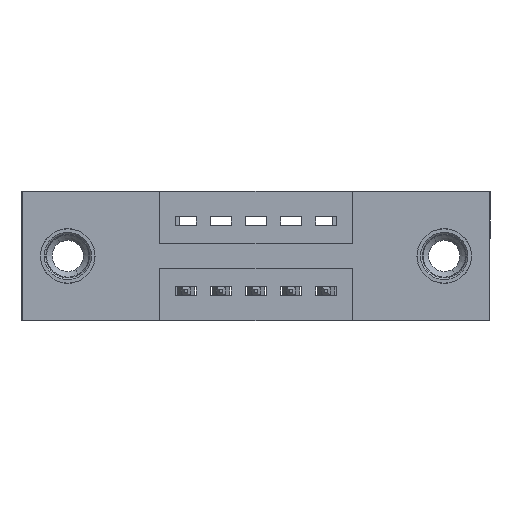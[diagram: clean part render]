
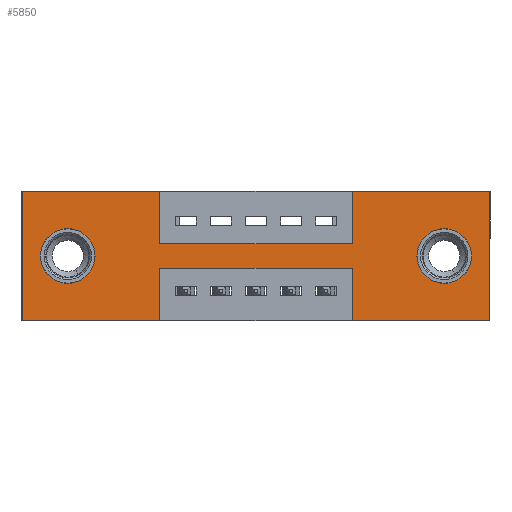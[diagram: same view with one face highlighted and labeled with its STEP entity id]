
A CAD part, front view. The second image highlights one B-rep face of the part: STEP entity #5850.
In plain terms, the highlighted planar face has unit normal (0, -1, 0).
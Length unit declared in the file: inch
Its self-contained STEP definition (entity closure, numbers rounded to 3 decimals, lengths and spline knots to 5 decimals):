
#9 = VERTEX_POINT ( 'NONE', #5258 ) ;
#63 = FACE_BOUND ( 'NONE', #3481, .T. ) ;
#164 = VECTOR ( 'NONE', #551, 39.37008 ) ;
#190 = DIRECTION ( 'NONE',  ( 0., 0., -1. ) ) ;
#205 = CARTESIAN_POINT ( 'NONE',  ( 1.335, 0., 0. ) ) ;
#420 = CARTESIAN_POINT ( 'NONE',  ( 0.3925, 0., -0.22 ) ) ;
#429 = DIRECTION ( 'NONE',  ( 0., 1., 0. ) ) ;
#469 = DIRECTION ( 'NONE',  ( 0., 0., 1. ) ) ;
#548 = CARTESIAN_POINT ( 'NONE',  ( 0.3925, 0., -0.37 ) ) ;
#551 = DIRECTION ( 'NONE',  ( 0., 0., 1. ) ) ;
#573 = EDGE_LOOP ( 'NONE', ( #9715, #6970, #4473, #3404, #3497, #10892, #2358, #6616, #8537, #3189, #2703, #5986 ) ) ;
#603 = CARTESIAN_POINT ( 'NONE',  ( 0., 0., -0.37 ) ) ;
#639 = CARTESIAN_POINT ( 'NONE',  ( 1.205, 0., -0.185 ) ) ;
#1059 = EDGE_CURVE ( 'NONE', #10510, #6766, #5592, .T. ) ;
#1069 = VERTEX_POINT ( 'NONE', #5681 ) ;
#1078 = VERTEX_POINT ( 'NONE', #4827 ) ;
#1128 = EDGE_CURVE ( 'NONE', #10733, #8722, #5731, .T. ) ;
#1138 = CARTESIAN_POINT ( 'NONE',  ( 1.335, 0., -0.37 ) ) ;
#1397 = DIRECTION ( 'NONE',  ( 0., 1., 0. ) ) ;
#1435 = CARTESIAN_POINT ( 'NONE',  ( 1.205, 0., -0.185 ) ) ;
#1477 = DIRECTION ( 'NONE',  ( 0., -1., 0. ) ) ;
#1503 = CARTESIAN_POINT ( 'NONE',  ( 0., 0., 0. ) ) ;
#1523 = FACE_BOUND ( 'NONE', #9953, .T. ) ;
#1534 = DIRECTION ( 'NONE',  ( 0., 0., 1. ) ) ;
#1691 = VERTEX_POINT ( 'NONE', #9040 ) ;
#1842 = LINE ( 'NONE', #2797, #3841 ) ;
#1882 = VERTEX_POINT ( 'NONE', #8824 ) ;
#2121 = CIRCLE ( 'NONE', #3234, 0.078 ) ;
#2169 = CARTESIAN_POINT ( 'NONE',  ( 0.13, 0., -0.107 ) ) ;
#2344 = DIRECTION ( 'NONE',  ( 0., 1., 0. ) ) ;
#2358 = ORIENTED_EDGE ( 'NONE', *, *, #1059, .F. ) ;
#2418 = CARTESIAN_POINT ( 'NONE',  ( 0.3925, 0., -0.22 ) ) ;
#2496 = EDGE_CURVE ( 'NONE', #4309, #5202, #3993, .T. ) ;
#2703 = ORIENTED_EDGE ( 'NONE', *, *, #6209, .F. ) ;
#2771 = LINE ( 'NONE', #3386, #2914 ) ;
#2797 = CARTESIAN_POINT ( 'NONE',  ( 0., 0., 0. ) ) ;
#2879 = PLANE ( 'NONE',  #7399 ) ;
#2914 = VECTOR ( 'NONE', #9247, 39.37008 ) ;
#2918 = LINE ( 'NONE', #4420, #5320 ) ;
#2972 = ORIENTED_EDGE ( 'NONE', *, *, #8458, .T. ) ;
#3022 = EDGE_CURVE ( 'NONE', #6766, #10733, #1842, .T. ) ;
#3057 = DIRECTION ( 'NONE',  ( 0., 0., -1. ) ) ;
#3131 = DIRECTION ( 'NONE',  ( -1., 0., 0. ) ) ;
#3163 = EDGE_CURVE ( 'NONE', #5202, #8023, #10319, .T. ) ;
#3189 = ORIENTED_EDGE ( 'NONE', *, *, #6779, .F. ) ;
#3234 = AXIS2_PLACEMENT_3D ( 'NONE', #6608, #7421, #1534 ) ;
#3296 = EDGE_CURVE ( 'NONE', #8722, #8079, #2918, .T. ) ;
#3386 = CARTESIAN_POINT ( 'NONE',  ( 0.3925, 0., -0.15 ) ) ;
#3404 = ORIENTED_EDGE ( 'NONE', *, *, #3296, .F. ) ;
#3481 = EDGE_LOOP ( 'NONE', ( #6810, #3790 ) ) ;
#3497 = ORIENTED_EDGE ( 'NONE', *, *, #1128, .F. ) ;
#3646 = LINE ( 'NONE', #420, #6287 ) ;
#3668 = DIRECTION ( 'NONE',  ( 1., 0., 0. ) ) ;
#3768 = EDGE_CURVE ( 'NONE', #1069, #4799, #6868, .T. ) ;
#3790 = ORIENTED_EDGE ( 'NONE', *, *, #9631, .T. ) ;
#3841 = VECTOR ( 'NONE', #3668, 39.37008 ) ;
#3895 = DIRECTION ( 'NONE',  ( 0., 0., -1. ) ) ;
#3974 = CARTESIAN_POINT ( 'NONE',  ( 1.335, 0., 0. ) ) ;
#3993 = LINE ( 'NONE', #548, #10458 ) ;
#4127 = CARTESIAN_POINT ( 'NONE',  ( 1.205, 0., -0.263 ) ) ;
#4210 = VERTEX_POINT ( 'NONE', #4651 ) ;
#4262 = EDGE_CURVE ( 'NONE', #8079, #1078, #5550, .T. ) ;
#4309 = VERTEX_POINT ( 'NONE', #2418 ) ;
#4420 = CARTESIAN_POINT ( 'NONE',  ( 0., 0., -0.37 ) ) ;
#4473 = ORIENTED_EDGE ( 'NONE', *, *, #4262, .F. ) ;
#4651 = CARTESIAN_POINT ( 'NONE',  ( 0.3925, 0., 0. ) ) ;
#4799 = VERTEX_POINT ( 'NONE', #4127 ) ;
#4827 = CARTESIAN_POINT ( 'NONE',  ( 0.9425, 0., -0.22 ) ) ;
#4873 = CARTESIAN_POINT ( 'NONE',  ( 0.9425, 0., -0.37 ) ) ;
#5202 = VERTEX_POINT ( 'NONE', #10137 ) ;
#5225 = VECTOR ( 'NONE', #7411, 39.37008 ) ;
#5258 = CARTESIAN_POINT ( 'NONE',  ( 0.3925, 0., -0.15 ) ) ;
#5283 = EDGE_CURVE ( 'NONE', #4210, #9, #5399, .T. ) ;
#5320 = VECTOR ( 'NONE', #7001, 39.37008 ) ;
#5393 = AXIS2_PLACEMENT_3D ( 'NONE', #8972, #429, #469 ) ;
#5399 = LINE ( 'NONE', #8617, #6835 ) ;
#5550 = LINE ( 'NONE', #4873, #10422 ) ;
#5592 = LINE ( 'NONE', #10684, #164 ) ;
#5681 = CARTESIAN_POINT ( 'NONE',  ( 1.205, 0., -0.107 ) ) ;
#5731 = LINE ( 'NONE', #3974, #5225 ) ;
#5760 = CARTESIAN_POINT ( 'NONE',  ( 0., 0., -0.37 ) ) ;
#5850 = ADVANCED_FACE ( 'NONE', ( #63, #1523, #7092 ), #2879, .T. ) ;
#5986 = ORIENTED_EDGE ( 'NONE', *, *, #3163, .F. ) ;
#6209 = EDGE_CURVE ( 'NONE', #8023, #1691, #9179, .T. ) ;
#6287 = VECTOR ( 'NONE', #6337, 39.37008 ) ;
#6337 = DIRECTION ( 'NONE',  ( -1., 0., 0. ) ) ;
#6488 = DIRECTION ( 'NONE',  ( 0., 0., -1. ) ) ;
#6503 = CARTESIAN_POINT ( 'NONE',  ( 0.9425, 0., 0. ) ) ;
#6545 = VECTOR ( 'NONE', #9868, 39.37008 ) ;
#6608 = CARTESIAN_POINT ( 'NONE',  ( 0.13, 0., -0.185 ) ) ;
#6612 = EDGE_CURVE ( 'NONE', #1078, #4309, #3646, .T. ) ;
#6616 = ORIENTED_EDGE ( 'NONE', *, *, #9270, .F. ) ;
#6625 = VERTEX_POINT ( 'NONE', #2169 ) ;
#6766 = VERTEX_POINT ( 'NONE', #6503 ) ;
#6779 = EDGE_CURVE ( 'NONE', #1691, #4210, #7053, .T. ) ;
#6810 = ORIENTED_EDGE ( 'NONE', *, *, #3768, .T. ) ;
#6835 = VECTOR ( 'NONE', #190, 39.37008 ) ;
#6868 = CIRCLE ( 'NONE', #9840, 0.078 ) ;
#6890 = VECTOR ( 'NONE', #3131, 39.37008 ) ;
#6970 = ORIENTED_EDGE ( 'NONE', *, *, #6612, .F. ) ;
#7001 = DIRECTION ( 'NONE',  ( -1., 0., 0. ) ) ;
#7053 = LINE ( 'NONE', #1503, #9290 ) ;
#7092 = FACE_OUTER_BOUND ( 'NONE', #573, .T. ) ;
#7399 = AXIS2_PLACEMENT_3D ( 'NONE', #10409, #1477, #8319 ) ;
#7411 = DIRECTION ( 'NONE',  ( 0., 0., -1. ) ) ;
#7421 = DIRECTION ( 'NONE',  ( 0., 1., 0. ) ) ;
#7433 = AXIS2_PLACEMENT_3D ( 'NONE', #1435, #1397, #3895 ) ;
#8002 = ORIENTED_EDGE ( 'NONE', *, *, #9624, .T. ) ;
#8023 = VERTEX_POINT ( 'NONE', #603 ) ;
#8079 = VERTEX_POINT ( 'NONE', #9881 ) ;
#8314 = CIRCLE ( 'NONE', #7433, 0.078 ) ;
#8319 = DIRECTION ( 'NONE',  ( 0., 0., -1. ) ) ;
#8458 = EDGE_CURVE ( 'NONE', #6625, #1882, #2121, .T. ) ;
#8537 = ORIENTED_EDGE ( 'NONE', *, *, #5283, .F. ) ;
#8617 = CARTESIAN_POINT ( 'NONE',  ( 0.3925, 0., 0. ) ) ;
#8722 = VERTEX_POINT ( 'NONE', #1138 ) ;
#8824 = CARTESIAN_POINT ( 'NONE',  ( 0.13, 0., -0.263 ) ) ;
#8962 = DIRECTION ( 'NONE',  ( 1., 0., 0. ) ) ;
#8972 = CARTESIAN_POINT ( 'NONE',  ( 0.13, 0., -0.185 ) ) ;
#9040 = CARTESIAN_POINT ( 'NONE',  ( 0., 0., 0. ) ) ;
#9100 = CIRCLE ( 'NONE', #5393, 0.078 ) ;
#9179 = LINE ( 'NONE', #9830, #6545 ) ;
#9183 = CARTESIAN_POINT ( 'NONE',  ( 0.9425, 0., -0.15 ) ) ;
#9247 = DIRECTION ( 'NONE',  ( 1., 0., 0. ) ) ;
#9270 = EDGE_CURVE ( 'NONE', #9, #10510, #2771, .T. ) ;
#9290 = VECTOR ( 'NONE', #8962, 39.37008 ) ;
#9624 = EDGE_CURVE ( 'NONE', #1882, #6625, #9100, .T. ) ;
#9631 = EDGE_CURVE ( 'NONE', #4799, #1069, #8314, .T. ) ;
#9715 = ORIENTED_EDGE ( 'NONE', *, *, #2496, .F. ) ;
#9830 = CARTESIAN_POINT ( 'NONE',  ( 0., 0., 0. ) ) ;
#9840 = AXIS2_PLACEMENT_3D ( 'NONE', #639, #2344, #3057 ) ;
#9868 = DIRECTION ( 'NONE',  ( 0., 0., 1. ) ) ;
#9881 = CARTESIAN_POINT ( 'NONE',  ( 0.9425, 0., -0.37 ) ) ;
#9953 = EDGE_LOOP ( 'NONE', ( #2972, #8002 ) ) ;
#10137 = CARTESIAN_POINT ( 'NONE',  ( 0.3925, 0., -0.37 ) ) ;
#10319 = LINE ( 'NONE', #5760, #6890 ) ;
#10409 = CARTESIAN_POINT ( 'NONE',  ( 0., 0., -0.37 ) ) ;
#10422 = VECTOR ( 'NONE', #10864, 39.37008 ) ;
#10458 = VECTOR ( 'NONE', #6488, 39.37008 ) ;
#10510 = VERTEX_POINT ( 'NONE', #9183 ) ;
#10684 = CARTESIAN_POINT ( 'NONE',  ( 0.9425, 0., 0. ) ) ;
#10733 = VERTEX_POINT ( 'NONE', #205 ) ;
#10864 = DIRECTION ( 'NONE',  ( 0., 0., 1. ) ) ;
#10892 = ORIENTED_EDGE ( 'NONE', *, *, #3022, .F. ) ;
